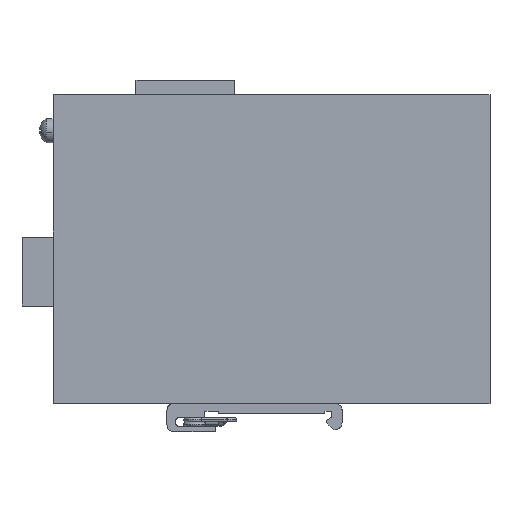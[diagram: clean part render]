
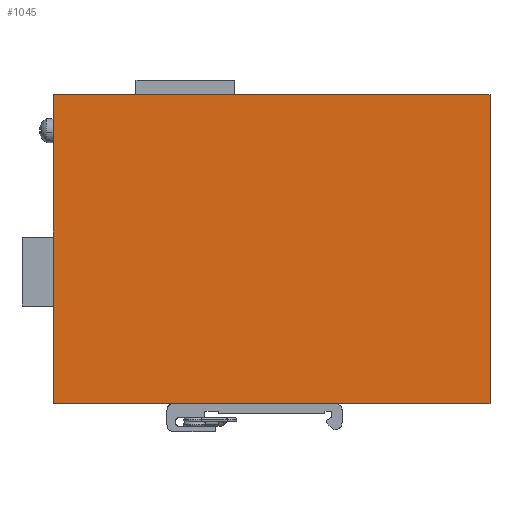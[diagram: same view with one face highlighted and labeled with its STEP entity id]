
A CAD part, left-side view. The second image highlights one B-rep face of the part: STEP entity #1045.
In plain terms, the highlighted planar face has unit normal (-1, 0, 0).
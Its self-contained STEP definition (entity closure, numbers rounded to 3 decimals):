
#1018=AXIS2_PLACEMENT_3D('Plane Axis2P3D',#1015,#1016,#1017) ;
#40=CARTESIAN_POINT('Vertex',(0.,0.,8.2)) ;
#56=CARTESIAN_POINT('Vertex',(0.,0.,98.)) ;
#59=CARTESIAN_POINT('Line Origine',(0.,0.,53.1)) ;
#1015=CARTESIAN_POINT('Axis2P3D Location',(0.,0.,97.8)) ;
#1020=CARTESIAN_POINT('Line Origine',(0.,63.5,98.)) ;
#1024=CARTESIAN_POINT('Vertex',(0.,127.,98.)) ;
#1027=CARTESIAN_POINT('Line Origine',(0.,127.,53.1)) ;
#1031=CARTESIAN_POINT('Vertex',(0.,127.,8.2)) ;
#1034=CARTESIAN_POINT('Line Origine',(0.,63.5,8.2)) ;
#60=DIRECTION('Vector Direction',(0.,0.,-1.)) ;
#1016=DIRECTION('Axis2P3D Direction',(-1.,0.,0.)) ;
#1017=DIRECTION('Axis2P3D XDirection',(0.,1.,0.)) ;
#1021=DIRECTION('Vector Direction',(0.,-1.,0.)) ;
#1028=DIRECTION('Vector Direction',(0.,0.,1.)) ;
#1035=DIRECTION('Vector Direction',(0.,1.,0.)) ;
#61=VECTOR('Line Direction',#60,1.) ;
#1022=VECTOR('Line Direction',#1021,1.) ;
#1029=VECTOR('Line Direction',#1028,1.) ;
#1036=VECTOR('Line Direction',#1035,1.) ;
#1040=ORIENTED_EDGE('',*,*,#1026,.F.) ;
#1041=ORIENTED_EDGE('',*,*,#1033,.T.) ;
#1042=ORIENTED_EDGE('',*,*,#1038,.F.) ;
#1043=ORIENTED_EDGE('',*,*,#63,.F.) ;
#1045=ADVANCED_FACE('SWITCH',(#1044),#1019,.T.) ;
#63=EDGE_CURVE('',#57,#41,#62,.T.) ;
#1026=EDGE_CURVE('',#1025,#57,#1023,.T.) ;
#1033=EDGE_CURVE('',#1025,#1032,#1030,.F.) ;
#1038=EDGE_CURVE('',#41,#1032,#1037,.T.) ;
#1039=EDGE_LOOP('',(#1040,#1041,#1042,#1043)) ;
#1044=FACE_OUTER_BOUND('',#1039,.T.) ;
#62=LINE('Line',#59,#61) ;
#1023=LINE('Line',#1020,#1022) ;
#1030=LINE('Line',#1027,#1029) ;
#1037=LINE('Line',#1034,#1036) ;
#1019=PLANE('',#1018) ;
#41=VERTEX_POINT('',#40) ;
#57=VERTEX_POINT('',#56) ;
#1025=VERTEX_POINT('',#1024) ;
#1032=VERTEX_POINT('',#1031) ;
